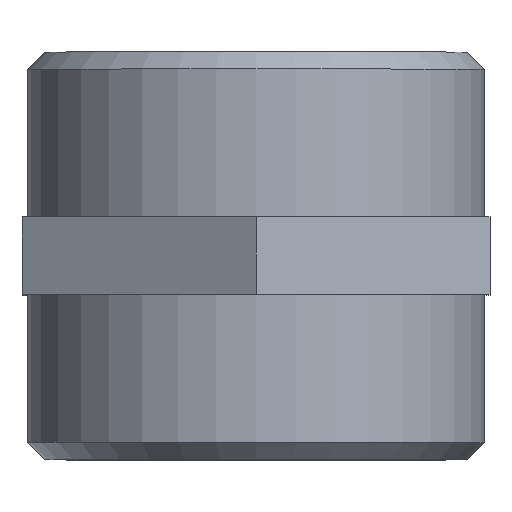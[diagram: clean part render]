
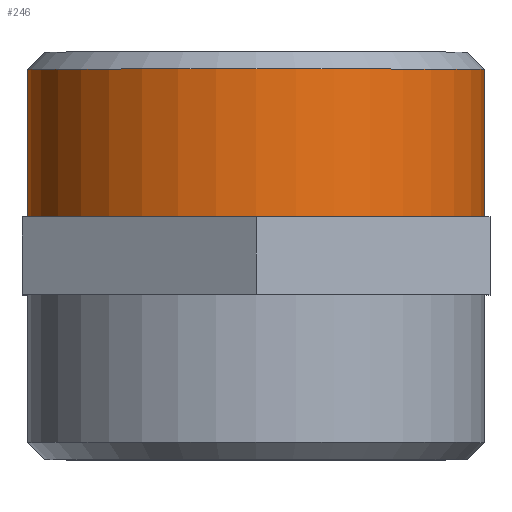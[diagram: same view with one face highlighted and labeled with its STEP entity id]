
A CAD part, top view. The second image highlights one B-rep face of the part: STEP entity #246.
In plain terms, the highlighted cylindrical face has radius 43.942 mm (diameter 87.884 mm), a full revolution.
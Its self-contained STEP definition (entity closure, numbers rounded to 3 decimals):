
#62=CYLINDRICAL_SURFACE('',#272,43.942);
#70=FACE_BOUND('',#105,.T.);
#81=FACE_OUTER_BOUND('',#104,.T.);
#104=EDGE_LOOP('',(#192));
#105=EDGE_LOOP('',(#193));
#126=CIRCLE('',#271,43.942);
#127=CIRCLE('',#273,43.942);
#136=VERTEX_POINT('',#379);
#137=VERTEX_POINT('',#382);
#158=EDGE_CURVE('',#136,#136,#126,.T.);
#159=EDGE_CURVE('',#137,#137,#127,.T.);
#192=ORIENTED_EDGE('',*,*,#159,.F.);
#193=ORIENTED_EDGE('',*,*,#158,.F.);
#246=ADVANCED_FACE('',(#81,#70),#62,.T.);
#271=AXIS2_PLACEMENT_3D('',#380,#312,#313);
#272=AXIS2_PLACEMENT_3D('',#381,#314,#315);
#273=AXIS2_PLACEMENT_3D('',#383,#316,#317);
#312=DIRECTION('center_axis',(0.,1.,0.));
#313=DIRECTION('ref_axis',(1.,0.,0.));
#314=DIRECTION('center_axis',(0.,1.,0.));
#315=DIRECTION('ref_axis',(1.,0.,0.));
#316=DIRECTION('center_axis',(0.,-1.,0.));
#317=DIRECTION('ref_axis',(1.,0.,0.));
#379=CARTESIAN_POINT('',(-43.942,35.9,0.));
#380=CARTESIAN_POINT('Origin',(0.,35.9,0.));
#381=CARTESIAN_POINT('Origin',(0.,0.,0.));
#382=CARTESIAN_POINT('',(-43.942,7.5,0.));
#383=CARTESIAN_POINT('Origin',(0.,7.5,0.));
